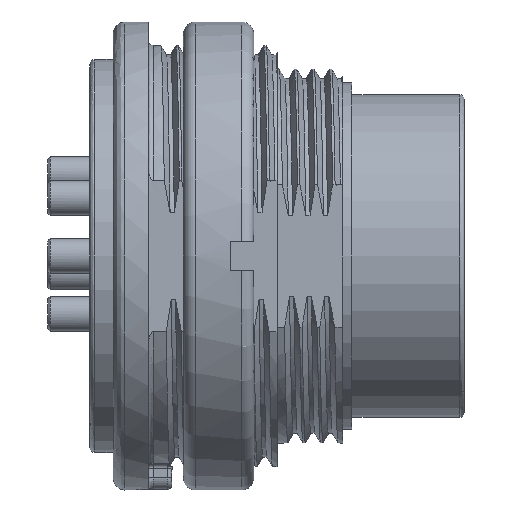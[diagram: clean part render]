
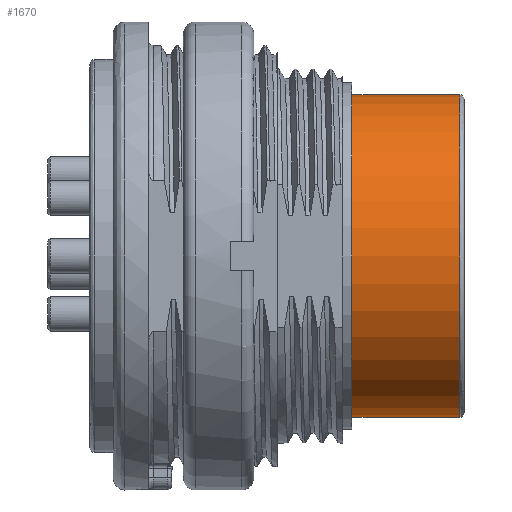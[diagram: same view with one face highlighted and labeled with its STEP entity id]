
A CAD part, front view. The second image highlights one B-rep face of the part: STEP entity #1670.
In plain terms, the highlighted cylindrical face has radius 6.9 mm (diameter 13.8 mm), a full revolution.
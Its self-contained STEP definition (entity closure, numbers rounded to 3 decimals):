
#1013=FACE_BOUND('',#2505,.T.);
#1014=FACE_BOUND('',#2506,.T.);
#1670=ADVANCED_FACE('',(#1013,#1014),#2060,.T.);
#2060=CYLINDRICAL_SURFACE('',#7787,6.9);
#2505=EDGE_LOOP('',(#4450));
#2506=EDGE_LOOP('',(#4451));
#3761=CIRCLE('',#7784,6.9);
#3762=CIRCLE('',#7786,6.9);
#4450=ORIENTED_EDGE('',*,*,#6826,.F.);
#4451=ORIENTED_EDGE('',*,*,#6827,.F.);
#6076=VERTEX_POINT('',#14496);
#6077=VERTEX_POINT('',#14499);
#6826=EDGE_CURVE('',#6076,#6076,#3761,.T.);
#6827=EDGE_CURVE('',#6077,#6077,#3762,.T.);
#7784=AXIS2_PLACEMENT_3D('',#14495,#8580,#8581);
#7786=AXIS2_PLACEMENT_3D('',#14498,#8584,#8585);
#7787=AXIS2_PLACEMENT_3D('',#14500,#8586,#8587);
#8580=DIRECTION('',(-1.,0.,0.));
#8581=DIRECTION('',(0.,1.,0.));
#8584=DIRECTION('',(1.,0.,0.));
#8585=DIRECTION('',(0.,1.,0.));
#8586=DIRECTION('',(-1.,0.,0.));
#8587=DIRECTION('',(0.,1.,0.));
#14495=CARTESIAN_POINT('',(3.6,0.,0.));
#14496=CARTESIAN_POINT('',(3.6,6.9,0.));
#14498=CARTESIAN_POINT('',(8.2,0.,0.));
#14499=CARTESIAN_POINT('',(8.2,6.9,0.));
#14500=CARTESIAN_POINT('',(8.2,0.,0.));
